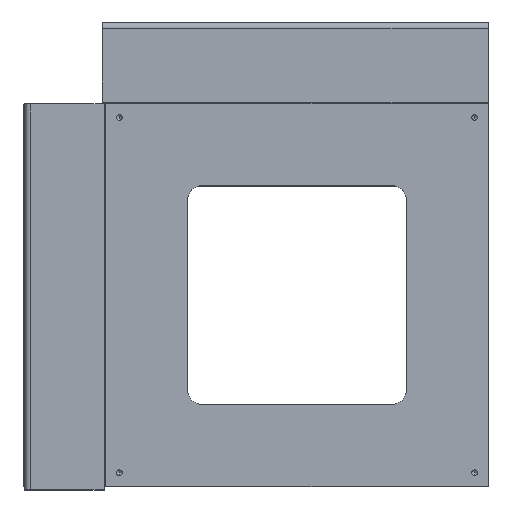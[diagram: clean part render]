
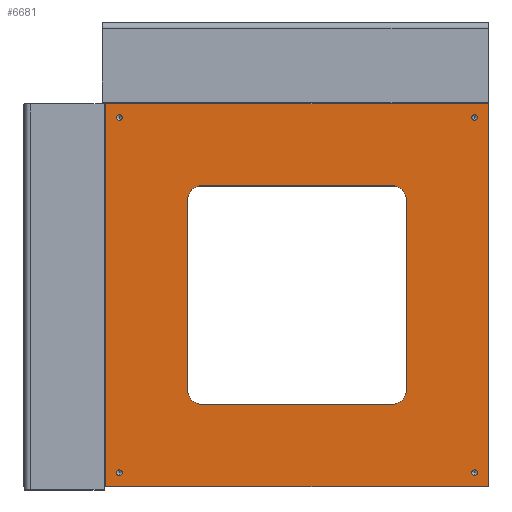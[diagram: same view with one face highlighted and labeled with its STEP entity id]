
A CAD part, top view. The second image highlights one B-rep face of the part: STEP entity #6681.
In plain terms, the highlighted planar face has unit normal (0, 0, 1).
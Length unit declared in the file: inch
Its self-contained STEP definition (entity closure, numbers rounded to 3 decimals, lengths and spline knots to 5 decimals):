
#5285=CARTESIAN_POINT('',(-6.3965,-6.5,0.78));
#5286=VERTEX_POINT('',#5285);
#5302=CARTESIAN_POINT('',(-6.6035,-6.5,0.78));
#5303=VERTEX_POINT('',#5302);
#5310=CARTESIAN_POINT('',(-6.5,-6.5,0.78));
#5311=DIRECTION('',(0.0,0.0,-1.0));
#5312=DIRECTION('',(1.0,0.0,0.0));
#5313=AXIS2_PLACEMENT_3D('',#5310,#5311,#5312);
#5314=CIRCLE('',#5313,0.1035);
#5315=EDGE_CURVE('',#5286,#5303,#5314,.T.);
#5398=CARTESIAN_POINT('',(6.6035,-6.5,0.78));
#5399=VERTEX_POINT('',#5398);
#5415=CARTESIAN_POINT('',(6.3965,-6.5,0.78));
#5416=VERTEX_POINT('',#5415);
#5423=CARTESIAN_POINT('',(6.5,-6.5,0.78));
#5424=DIRECTION('',(0.0,0.0,-1.0));
#5425=DIRECTION('',(1.0,0.0,0.0));
#5426=AXIS2_PLACEMENT_3D('',#5423,#5424,#5425);
#5427=CIRCLE('',#5426,0.1035);
#5428=EDGE_CURVE('',#5399,#5416,#5427,.T.);
#5511=CARTESIAN_POINT('',(-6.3965,6.5,0.78));
#5512=VERTEX_POINT('',#5511);
#5528=CARTESIAN_POINT('',(-6.6035,6.5,0.78));
#5529=VERTEX_POINT('',#5528);
#5536=CARTESIAN_POINT('',(-6.5,6.5,0.78));
#5537=DIRECTION('',(0.0,0.0,-1.0));
#5538=DIRECTION('',(1.0,0.0,0.0));
#5539=AXIS2_PLACEMENT_3D('',#5536,#5537,#5538);
#5540=CIRCLE('',#5539,0.1035);
#5541=EDGE_CURVE('',#5512,#5529,#5540,.T.);
#5624=CARTESIAN_POINT('',(6.6035,6.5,0.78));
#5625=VERTEX_POINT('',#5624);
#5641=CARTESIAN_POINT('',(6.3965,6.5,0.78));
#5642=VERTEX_POINT('',#5641);
#5649=CARTESIAN_POINT('',(6.5,6.5,0.78));
#5650=DIRECTION('',(0.0,0.0,-1.0));
#5651=DIRECTION('',(1.0,0.0,0.0));
#5652=AXIS2_PLACEMENT_3D('',#5649,#5650,#5651);
#5653=CIRCLE('',#5652,0.1035);
#5654=EDGE_CURVE('',#5625,#5642,#5653,.T.);
#5714=CARTESIAN_POINT('',(-3.85355,3.85355,0.78));
#5715=VERTEX_POINT('',#5714);
#5724=CARTESIAN_POINT('',(-4.,3.5,0.78));
#5725=VERTEX_POINT('',#5724);
#5726=CARTESIAN_POINT('',(-3.5,3.5,0.78));
#5727=DIRECTION('',(0.0,0.0,1.0));
#5728=DIRECTION('',(-0.707,0.707,0.0));
#5729=AXIS2_PLACEMENT_3D('',#5726,#5727,#5728);
#5730=CIRCLE('',#5729,0.5);
#5731=EDGE_CURVE('',#5715,#5725,#5730,.T.);
#5756=CARTESIAN_POINT('',(3.85355,3.85355,0.78));
#5757=VERTEX_POINT('',#5756);
#5766=CARTESIAN_POINT('',(3.5,4.0,0.78));
#5767=VERTEX_POINT('',#5766);
#5768=CARTESIAN_POINT('',(3.5,3.5,0.78));
#5769=DIRECTION('',(0.0,0.0,1.));
#5770=DIRECTION('',(0.707,0.707,0.0));
#5771=AXIS2_PLACEMENT_3D('',#5768,#5769,#5770);
#5772=CIRCLE('',#5771,0.5);
#5773=EDGE_CURVE('',#5757,#5767,#5772,.T.);
#5798=CARTESIAN_POINT('',(-3.85355,-3.85355,0.78));
#5799=VERTEX_POINT('',#5798);
#5808=CARTESIAN_POINT('',(-3.5,-4.0,0.78));
#5809=VERTEX_POINT('',#5808);
#5810=CARTESIAN_POINT('',(-3.5,-3.5,0.78));
#5811=DIRECTION('',(0.0,0.0,1.0));
#5812=DIRECTION('',(-0.707,-0.707,0.0));
#5813=AXIS2_PLACEMENT_3D('',#5810,#5811,#5812);
#5814=CIRCLE('',#5813,0.5);
#5815=EDGE_CURVE('',#5799,#5809,#5814,.T.);
#5840=CARTESIAN_POINT('',(3.85355,-3.85355,0.78));
#5841=VERTEX_POINT('',#5840);
#5850=CARTESIAN_POINT('',(4.0,-3.5,0.78));
#5851=VERTEX_POINT('',#5850);
#5852=CARTESIAN_POINT('',(3.5,-3.5,0.78));
#5853=DIRECTION('',(0.0,0.0,1.));
#5854=DIRECTION('',(0.707,-0.707,0.0));
#5855=AXIS2_PLACEMENT_3D('',#5852,#5853,#5854);
#5856=CIRCLE('',#5855,0.5);
#5857=EDGE_CURVE('',#5841,#5851,#5856,.T.);
#5892=CARTESIAN_POINT('',(3.5,-4.,0.78));
#5893=VERTEX_POINT('',#5892);
#5900=CARTESIAN_POINT('',(3.5,-3.5,0.78));
#5901=DIRECTION('',(0.0,0.0,1.));
#5902=DIRECTION('',(0.707,-0.707,0.0));
#5903=AXIS2_PLACEMENT_3D('',#5900,#5901,#5902);
#5904=CIRCLE('',#5903,0.5);
#5905=EDGE_CURVE('',#5893,#5841,#5904,.T.);
#5916=CARTESIAN_POINT('',(4.0,3.5,0.78));
#5917=VERTEX_POINT('',#5916);
#5918=CARTESIAN_POINT('',(4.0,3.5,0.78));
#5919=DIRECTION('',(0.0,-1.0,0.0));
#5920=VECTOR('',#5919,7.0);
#5921=LINE('',#5918,#5920);
#5922=EDGE_CURVE('',#5917,#5851,#5921,.T.);
#5956=CARTESIAN_POINT('',(-4.,-3.5,0.78));
#5957=VERTEX_POINT('',#5956);
#5964=CARTESIAN_POINT('',(-3.5,-3.5,0.78));
#5965=DIRECTION('',(0.0,0.0,1.0));
#5966=DIRECTION('',(-0.707,-0.707,0.0));
#5967=AXIS2_PLACEMENT_3D('',#5964,#5965,#5966);
#5968=CIRCLE('',#5967,0.5);
#5969=EDGE_CURVE('',#5957,#5799,#5968,.T.);
#5987=CARTESIAN_POINT('',(3.5,-4.,0.78));
#5988=DIRECTION('',(-1.0,0.0,0.0));
#5989=VECTOR('',#5988,7.);
#5990=LINE('',#5987,#5989);
#5991=EDGE_CURVE('',#5893,#5809,#5990,.T.);
#6010=CARTESIAN_POINT('',(3.5,3.5,0.78));
#6011=DIRECTION('',(0.0,0.0,1.));
#6012=DIRECTION('',(0.707,0.707,0.0));
#6013=AXIS2_PLACEMENT_3D('',#6010,#6011,#6012);
#6014=CIRCLE('',#6013,0.5);
#6015=EDGE_CURVE('',#5917,#5757,#6014,.T.);
#6026=CARTESIAN_POINT('',(-3.5,4.0,0.78));
#6027=VERTEX_POINT('',#6026);
#6028=CARTESIAN_POINT('',(-3.5,4.0,0.78));
#6029=DIRECTION('',(1.0,0.0,0.0));
#6030=VECTOR('',#6029,7.);
#6031=LINE('',#6028,#6030);
#6032=EDGE_CURVE('',#6027,#5767,#6031,.T.);
#6065=CARTESIAN_POINT('',(-3.5,3.5,0.78));
#6066=DIRECTION('',(0.0,0.0,1.0));
#6067=DIRECTION('',(-0.707,0.707,0.0));
#6068=AXIS2_PLACEMENT_3D('',#6065,#6066,#6067);
#6069=CIRCLE('',#6068,0.5);
#6070=EDGE_CURVE('',#6027,#5715,#6069,.T.);
#6088=CARTESIAN_POINT('',(-4.,-3.5,0.78));
#6089=DIRECTION('',(0.0,1.0,0.0));
#6090=VECTOR('',#6089,7.);
#6091=LINE('',#6088,#6090);
#6092=EDGE_CURVE('',#5957,#5725,#6091,.T.);
#6156=CARTESIAN_POINT('',(6.5,6.5,0.78));
#6157=DIRECTION('',(0.0,0.0,-1.0));
#6158=DIRECTION('',(1.0,0.0,0.0));
#6159=AXIS2_PLACEMENT_3D('',#6156,#6157,#6158);
#6160=CIRCLE('',#6159,0.1035);
#6161=EDGE_CURVE('',#5642,#5625,#6160,.T.);
#6227=CARTESIAN_POINT('',(-6.5,6.5,0.78));
#6228=DIRECTION('',(0.0,0.0,-1.0));
#6229=DIRECTION('',(1.0,0.0,0.0));
#6230=AXIS2_PLACEMENT_3D('',#6227,#6228,#6229);
#6231=CIRCLE('',#6230,0.1035);
#6232=EDGE_CURVE('',#5529,#5512,#6231,.T.);
#6298=CARTESIAN_POINT('',(6.5,-6.5,0.78));
#6299=DIRECTION('',(0.0,0.0,-1.0));
#6300=DIRECTION('',(1.0,0.0,0.0));
#6301=AXIS2_PLACEMENT_3D('',#6298,#6299,#6300);
#6302=CIRCLE('',#6301,0.1035);
#6303=EDGE_CURVE('',#5416,#5399,#6302,.T.);
#6369=CARTESIAN_POINT('',(-6.5,-6.5,0.78));
#6370=DIRECTION('',(0.0,0.0,-1.0));
#6371=DIRECTION('',(1.0,0.0,0.0));
#6372=AXIS2_PLACEMENT_3D('',#6369,#6370,#6371);
#6373=CIRCLE('',#6372,0.1035);
#6374=EDGE_CURVE('',#5303,#5286,#6373,.T.);
#6595=CARTESIAN_POINT('',(7.,7.,0.78));
#6596=VERTEX_POINT('',#6595);
#6603=CARTESIAN_POINT('',(7.,-7.,0.78));
#6604=VERTEX_POINT('',#6603);
#6605=CARTESIAN_POINT('',(7.,-7.,0.78));
#6606=DIRECTION('',(0.0,1.0,0.0));
#6607=VECTOR('',#6606,14.);
#6608=LINE('',#6605,#6607);
#6609=EDGE_CURVE('',#6604,#6596,#6608,.T.);
#6621=CARTESIAN_POINT('',(7.,-7.,0.78));
#6622=DIRECTION('',(0.0,0.0,1.0));
#6623=DIRECTION('',(1.0,0.0,0.0));
#6624=AXIS2_PLACEMENT_3D('',#6621,#6622,#6623);
#6625=PLANE('',#6624);
#6626=CARTESIAN_POINT('',(-7.,7.,0.78));
#6627=VERTEX_POINT('',#6626);
#6628=CARTESIAN_POINT('',(7.,7.,0.78));
#6629=DIRECTION('',(-1.0,0.0,0.0));
#6630=VECTOR('',#6629,14.);
#6631=LINE('',#6628,#6630);
#6632=EDGE_CURVE('',#6596,#6627,#6631,.T.);
#6633=ORIENTED_EDGE('',*,*,#6632,.T.);
#6634=CARTESIAN_POINT('',(-7.,-7.,0.78));
#6635=VERTEX_POINT('',#6634);
#6636=CARTESIAN_POINT('',(-7.,-7.,0.78));
#6637=DIRECTION('',(0.0,1.0,0.0));
#6638=VECTOR('',#6637,14.);
#6639=LINE('',#6636,#6638);
#6640=EDGE_CURVE('',#6635,#6627,#6639,.T.);
#6641=ORIENTED_EDGE('',*,*,#6640,.F.);
#6642=CARTESIAN_POINT('',(7.,-7.,0.78));
#6643=DIRECTION('',(-1.0,0.0,0.0));
#6644=VECTOR('',#6643,14.);
#6645=LINE('',#6642,#6644);
#6646=EDGE_CURVE('',#6604,#6635,#6645,.T.);
#6647=ORIENTED_EDGE('',*,*,#6646,.F.);
#6648=ORIENTED_EDGE('',*,*,#6609,.T.);
#6649=EDGE_LOOP('',(#6633,#6641,#6647,#6648));
#6650=FACE_OUTER_BOUND('',#6649,.T.);
#6651=ORIENTED_EDGE('',*,*,#5991,.T.);
#6652=ORIENTED_EDGE('',*,*,#5815,.F.);
#6653=ORIENTED_EDGE('',*,*,#5969,.F.);
#6654=ORIENTED_EDGE('',*,*,#6092,.T.);
#6655=ORIENTED_EDGE('',*,*,#5731,.F.);
#6656=ORIENTED_EDGE('',*,*,#6070,.F.);
#6657=ORIENTED_EDGE('',*,*,#6032,.T.);
#6658=ORIENTED_EDGE('',*,*,#5773,.F.);
#6659=ORIENTED_EDGE('',*,*,#6015,.F.);
#6660=ORIENTED_EDGE('',*,*,#5922,.T.);
#6661=ORIENTED_EDGE('',*,*,#5857,.F.);
#6662=ORIENTED_EDGE('',*,*,#5905,.F.);
#6663=EDGE_LOOP('',(#6651,#6652,#6653,#6654,#6655,#6656,#6657,#6658,#6659,#6660,#6661,#6662));
#6664=FACE_BOUND('',#6663,.T.);
#6665=ORIENTED_EDGE('',*,*,#5654,.T.);
#6666=ORIENTED_EDGE('',*,*,#6161,.T.);
#6667=EDGE_LOOP('',(#6665,#6666));
#6668=FACE_BOUND('',#6667,.T.);
#6669=ORIENTED_EDGE('',*,*,#5541,.T.);
#6670=ORIENTED_EDGE('',*,*,#6232,.T.);
#6671=EDGE_LOOP('',(#6669,#6670));
#6672=FACE_BOUND('',#6671,.T.);
#6673=ORIENTED_EDGE('',*,*,#5428,.T.);
#6674=ORIENTED_EDGE('',*,*,#6303,.T.);
#6675=EDGE_LOOP('',(#6673,#6674));
#6676=FACE_BOUND('',#6675,.T.);
#6677=ORIENTED_EDGE('',*,*,#5315,.T.);
#6678=ORIENTED_EDGE('',*,*,#6374,.T.);
#6679=EDGE_LOOP('',(#6677,#6678));
#6680=FACE_BOUND('',#6679,.T.);
#6681=ADVANCED_FACE('',(#6650,#6664,#6668,#6672,#6676,#6680),#6625,.T.);
